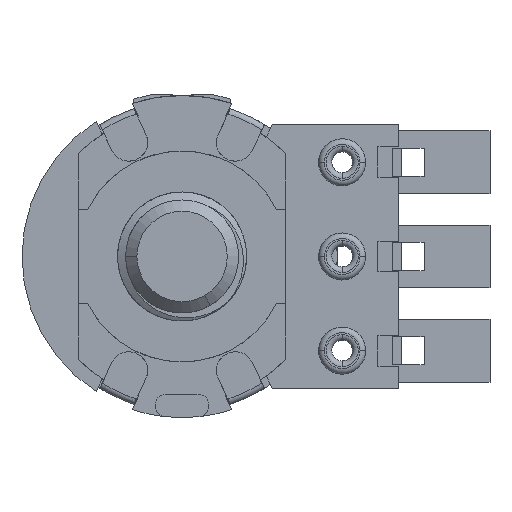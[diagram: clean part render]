
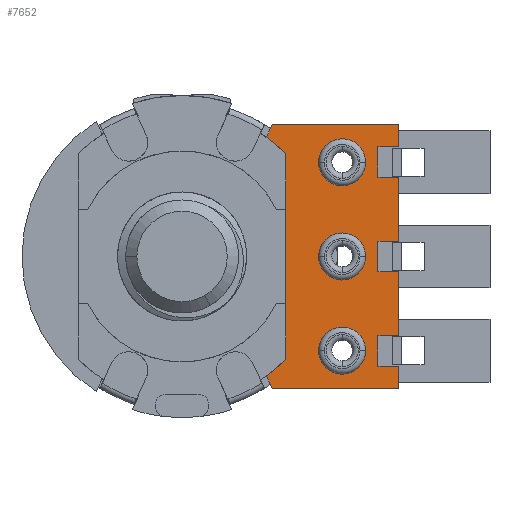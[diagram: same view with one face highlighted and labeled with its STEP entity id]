
A CAD part, front view. The second image highlights one B-rep face of the part: STEP entity #7652.
In plain terms, the highlighted planar face has unit normal (0, -1, 0).
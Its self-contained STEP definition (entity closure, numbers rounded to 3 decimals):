
#599=DIRECTION('',(0.,0.,-1.));
#600=VECTOR('',#599,10.92);
#601=CARTESIAN_POINT('',(5.5,2.,5.46));
#602=LINE('',#601,#600);
#607=CARTESIAN_POINT('',(0.,2.,0.));
#608=DIRECTION('',(0.,-1.,0.));
#609=DIRECTION('',(0.71,0.,0.705));
#610=AXIS2_PLACEMENT_3D('',#607,#608,#609);
#612=DIRECTION('',(0.423,0.,0.906));
#613=VECTOR('',#612,0.761);
#614=CARTESIAN_POINT('',(4.478,2.,6.325));
#615=LINE('',#614,#613);
#616=DIRECTION('',(0.,0.,-1.));
#617=VECTOR('',#616,1.62);
#618=CARTESIAN_POINT('',(10.4,2.,5.83));
#619=LINE('',#618,#617);
#620=DIRECTION('',(1.,0.,0.));
#621=VECTOR('',#620,1.1);
#622=CARTESIAN_POINT('',(10.4,2.,4.21));
#623=LINE('',#622,#621);
#624=DIRECTION('',(0.,0.,-1.));
#625=VECTOR('',#624,1.62);
#626=CARTESIAN_POINT('',(10.4,2.,0.81));
#627=LINE('',#626,#625);
#628=DIRECTION('',(1.,0.,0.));
#629=VECTOR('',#628,1.1);
#630=CARTESIAN_POINT('',(10.4,2.,-0.81));
#631=LINE('',#630,#629);
#632=DIRECTION('',(0.,0.,-1.));
#633=VECTOR('',#632,1.62);
#634=CARTESIAN_POINT('',(10.4,2.,-4.21));
#635=LINE('',#634,#633);
#636=DIRECTION('',(1.,0.,0.));
#637=VECTOR('',#636,1.1);
#638=CARTESIAN_POINT('',(10.4,2.,-5.83));
#639=LINE('',#638,#637);
#640=DIRECTION('',(-0.423,0.,0.906));
#641=VECTOR('',#640,0.761);
#642=CARTESIAN_POINT('',(4.8,2.,-7.015));
#643=LINE('',#642,#641);
#644=CARTESIAN_POINT('',(0.,2.,0.));
#645=DIRECTION('',(0.,-1.,0.));
#646=DIRECTION('',(0.578,0.,-0.816));
#647=AXIS2_PLACEMENT_3D('',#644,#645,#646);
#649=CARTESIAN_POINT('',(8.5,2.,-5.));
#650=DIRECTION('',(0.,-1.,0.));
#651=DIRECTION('',(1.,0.,0.));
#652=AXIS2_PLACEMENT_3D('',#649,#650,#651);
#654=CARTESIAN_POINT('',(8.5,2.,-5.));
#655=DIRECTION('',(0.,-1.,0.));
#656=DIRECTION('',(-1.,0.,0.));
#657=AXIS2_PLACEMENT_3D('',#654,#655,#656);
#659=CARTESIAN_POINT('',(8.5,2.,0.));
#660=DIRECTION('',(0.,-1.,0.));
#661=DIRECTION('',(1.,0.,0.));
#662=AXIS2_PLACEMENT_3D('',#659,#660,#661);
#664=CARTESIAN_POINT('',(8.5,2.,0.));
#665=DIRECTION('',(0.,-1.,0.));
#666=DIRECTION('',(-1.,0.,0.));
#667=AXIS2_PLACEMENT_3D('',#664,#665,#666);
#669=CARTESIAN_POINT('',(8.5,2.,5.));
#670=DIRECTION('',(0.,-1.,0.));
#671=DIRECTION('',(1.,0.,0.));
#672=AXIS2_PLACEMENT_3D('',#669,#670,#671);
#674=CARTESIAN_POINT('',(8.5,2.,5.));
#675=DIRECTION('',(0.,-1.,0.));
#676=DIRECTION('',(-1.,0.,0.));
#677=AXIS2_PLACEMENT_3D('',#674,#675,#676);
#1600=DIRECTION('',(0.,0.,1.));
#1601=VECTOR('',#1600,3.4);
#1602=CARTESIAN_POINT('',(11.5,2.,0.81));
#1603=LINE('',#1602,#1601);
#1640=DIRECTION('',(0.,0.,1.));
#1641=VECTOR('',#1640,3.4);
#1642=CARTESIAN_POINT('',(11.5,2.,-4.21));
#1643=LINE('',#1642,#1641);
#1676=DIRECTION('',(0.,0.,1.));
#1677=VECTOR('',#1676,1.185);
#1678=CARTESIAN_POINT('',(11.5,2.,-7.015));
#1679=LINE('',#1678,#1677);
#1688=DIRECTION('',(1.,0.,0.));
#1689=VECTOR('',#1688,6.7);
#1690=CARTESIAN_POINT('',(4.8,2.,-7.015));
#1691=LINE('',#1690,#1689);
#1768=DIRECTION('',(1.,0.,0.));
#1769=VECTOR('',#1768,1.1);
#1770=CARTESIAN_POINT('',(10.4,2.,-4.21));
#1771=LINE('',#1770,#1769);
#1950=CARTESIAN_POINT('',(8.5,2.,-5.));
#1951=DIRECTION('',(0.,1.,0.));
#1952=DIRECTION('',(1.,0.,0.));
#1953=AXIS2_PLACEMENT_3D('',#1950,#1951,#1952);
#1960=CARTESIAN_POINT('',(8.5,2.,-5.));
#1961=DIRECTION('',(0.,1.,0.));
#1962=DIRECTION('',(-1.,0.,0.));
#1963=AXIS2_PLACEMENT_3D('',#1960,#1961,#1962);
#2101=DIRECTION('',(1.,0.,0.));
#2102=VECTOR('',#2101,1.1);
#2103=CARTESIAN_POINT('',(10.4,2.,0.81));
#2104=LINE('',#2103,#2102);
#2283=CARTESIAN_POINT('',(8.5,2.,0.));
#2284=DIRECTION('',(0.,1.,0.));
#2285=DIRECTION('',(1.,0.,0.));
#2286=AXIS2_PLACEMENT_3D('',#2283,#2284,#2285);
#2293=CARTESIAN_POINT('',(8.5,2.,0.));
#2294=DIRECTION('',(0.,1.,0.));
#2295=DIRECTION('',(-1.,0.,0.));
#2296=AXIS2_PLACEMENT_3D('',#2293,#2294,#2295);
#2434=DIRECTION('',(1.,0.,0.));
#2435=VECTOR('',#2434,1.1);
#2436=CARTESIAN_POINT('',(10.4,2.,5.83));
#2437=LINE('',#2436,#2435);
#2442=DIRECTION('',(0.,0.,1.));
#2443=VECTOR('',#2442,1.185);
#2444=CARTESIAN_POINT('',(11.5,2.,5.83));
#2445=LINE('',#2444,#2443);
#2454=DIRECTION('',(-1.,0.,0.));
#2455=VECTOR('',#2454,6.7);
#2456=CARTESIAN_POINT('',(11.5,2.,7.015));
#2457=LINE('',#2456,#2455);
#2722=CARTESIAN_POINT('',(8.5,2.,5.));
#2723=DIRECTION('',(0.,1.,0.));
#2724=DIRECTION('',(1.,0.,0.));
#2725=AXIS2_PLACEMENT_3D('',#2722,#2723,#2724);
#2732=CARTESIAN_POINT('',(8.5,2.,5.));
#2733=DIRECTION('',(0.,1.,0.));
#2734=DIRECTION('',(-1.,0.,0.));
#2735=AXIS2_PLACEMENT_3D('',#2732,#2733,#2734);
#5534=CARTESIAN_POINT('',(4.478,2.,-6.325));
#5536=VERTEX_POINT('',#5534);
#5569=CARTESIAN_POINT('',(5.5,2.,-5.46));
#5570=VERTEX_POINT('',#5569);
#5668=CARTESIAN_POINT('',(5.5,2.,5.46));
#5669=VERTEX_POINT('',#5668);
#5674=CARTESIAN_POINT('',(4.478,2.,6.325));
#5675=VERTEX_POINT('',#5674);
#5676=CARTESIAN_POINT('',(4.8,2.,7.015));
#5677=VERTEX_POINT('',#5676);
#5678=CARTESIAN_POINT('',(11.5,2.,7.015));
#5679=VERTEX_POINT('',#5678);
#5680=CARTESIAN_POINT('',(11.5,2.,5.83));
#5681=VERTEX_POINT('',#5680);
#5682=CARTESIAN_POINT('',(10.4,2.,5.83));
#5683=VERTEX_POINT('',#5682);
#5684=CARTESIAN_POINT('',(10.4,2.,4.21));
#5685=VERTEX_POINT('',#5684);
#5686=CARTESIAN_POINT('',(11.5,2.,4.21));
#5687=VERTEX_POINT('',#5686);
#5688=CARTESIAN_POINT('',(11.5,2.,0.81));
#5689=VERTEX_POINT('',#5688);
#5690=CARTESIAN_POINT('',(10.4,2.,0.81));
#5691=VERTEX_POINT('',#5690);
#5692=CARTESIAN_POINT('',(10.4,2.,-0.81));
#5693=VERTEX_POINT('',#5692);
#5694=CARTESIAN_POINT('',(11.5,2.,-0.81));
#5695=VERTEX_POINT('',#5694);
#5696=CARTESIAN_POINT('',(11.5,2.,-4.21));
#5697=VERTEX_POINT('',#5696);
#5698=CARTESIAN_POINT('',(10.4,2.,-4.21));
#5699=VERTEX_POINT('',#5698);
#5700=CARTESIAN_POINT('',(10.4,2.,-5.83));
#5701=VERTEX_POINT('',#5700);
#5702=CARTESIAN_POINT('',(11.5,2.,-5.83));
#5703=VERTEX_POINT('',#5702);
#5704=CARTESIAN_POINT('',(11.5,2.,-7.015));
#5705=VERTEX_POINT('',#5704);
#5706=CARTESIAN_POINT('',(4.8,2.,-7.015));
#5707=VERTEX_POINT('',#5706);
#5708=CARTESIAN_POINT('',(9.75,2.,-5.));
#5709=CARTESIAN_POINT('',(7.25,2.,-4.979));
#5710=VERTEX_POINT('',#5708);
#5711=VERTEX_POINT('',#5709);
#5712=CARTESIAN_POINT('',(7.25,2.,-5.));
#5713=VERTEX_POINT('',#5712);
#5714=CARTESIAN_POINT('',(9.75,2.,-5.021));
#5715=VERTEX_POINT('',#5714);
#5716=CARTESIAN_POINT('',(9.75,2.,0.));
#5717=CARTESIAN_POINT('',(7.25,2.,0.021));
#5718=VERTEX_POINT('',#5716);
#5719=VERTEX_POINT('',#5717);
#5720=CARTESIAN_POINT('',(7.25,2.,0.));
#5721=VERTEX_POINT('',#5720);
#5722=CARTESIAN_POINT('',(9.75,2.,-0.021));
#5723=VERTEX_POINT('',#5722);
#5724=CARTESIAN_POINT('',(9.75,2.,5.));
#5725=CARTESIAN_POINT('',(7.25,2.,5.021));
#5726=VERTEX_POINT('',#5724);
#5727=VERTEX_POINT('',#5725);
#5728=CARTESIAN_POINT('',(7.25,2.,5.));
#5729=VERTEX_POINT('',#5728);
#5730=CARTESIAN_POINT('',(9.75,2.,4.979));
#5731=VERTEX_POINT('',#5730);
#7577=CARTESIAN_POINT('',(0.,2.,0.));
#7578=DIRECTION('',(0.,1.,0.));
#7579=DIRECTION('',(0.,0.,-1.));
#7580=AXIS2_PLACEMENT_3D('',#7577,#7578,#7579);
#7581=PLANE('',#7580);
#7582=ORIENTED_EDGE('',*,*,#7562,.F.);
#7584=ORIENTED_EDGE('',*,*,#7583,.T.);
#7586=ORIENTED_EDGE('',*,*,#7585,.T.);
#7588=ORIENTED_EDGE('',*,*,#7587,.F.);
#7590=ORIENTED_EDGE('',*,*,#7589,.F.);
#7592=ORIENTED_EDGE('',*,*,#7591,.F.);
#7594=ORIENTED_EDGE('',*,*,#7593,.T.);
#7596=ORIENTED_EDGE('',*,*,#7595,.T.);
#7598=ORIENTED_EDGE('',*,*,#7597,.F.);
#7600=ORIENTED_EDGE('',*,*,#7599,.F.);
#7602=ORIENTED_EDGE('',*,*,#7601,.T.);
#7604=ORIENTED_EDGE('',*,*,#7603,.T.);
#7606=ORIENTED_EDGE('',*,*,#7605,.F.);
#7608=ORIENTED_EDGE('',*,*,#7607,.F.);
#7610=ORIENTED_EDGE('',*,*,#7609,.T.);
#7612=ORIENTED_EDGE('',*,*,#7611,.T.);
#7614=ORIENTED_EDGE('',*,*,#7613,.F.);
#7616=ORIENTED_EDGE('',*,*,#7615,.F.);
#7618=ORIENTED_EDGE('',*,*,#7617,.T.);
#7619=ORIENTED_EDGE('',*,*,#7171,.T.);
#7620=EDGE_LOOP('',(#7582,#7584,#7586,#7588,#7590,#7592,#7594,#7596,#7598,#7600,
#7602,#7604,#7606,#7608,#7610,#7612,#7614,#7616,#7618,#7619));
#7621=FACE_OUTER_BOUND('',#7620,.F.);
#7623=ORIENTED_EDGE('',*,*,#7622,.T.);
#7625=ORIENTED_EDGE('',*,*,#7624,.F.);
#7627=ORIENTED_EDGE('',*,*,#7626,.T.);
#7629=ORIENTED_EDGE('',*,*,#7628,.F.);
#7630=EDGE_LOOP('',(#7623,#7625,#7627,#7629));
#7631=FACE_BOUND('',#7630,.F.);
#7633=ORIENTED_EDGE('',*,*,#7632,.T.);
#7635=ORIENTED_EDGE('',*,*,#7634,.F.);
#7637=ORIENTED_EDGE('',*,*,#7636,.T.);
#7639=ORIENTED_EDGE('',*,*,#7638,.F.);
#7640=EDGE_LOOP('',(#7633,#7635,#7637,#7639));
#7641=FACE_BOUND('',#7640,.F.);
#7643=ORIENTED_EDGE('',*,*,#7642,.T.);
#7645=ORIENTED_EDGE('',*,*,#7644,.F.);
#7647=ORIENTED_EDGE('',*,*,#7646,.T.);
#7649=ORIENTED_EDGE('',*,*,#7648,.F.);
#7650=EDGE_LOOP('',(#7643,#7645,#7647,#7649));
#7651=FACE_BOUND('',#7650,.F.);
#7652=ADVANCED_FACE('',(#7621,#7631,#7641,#7651),#7581,.F.);
#611=CIRCLE('',#610,7.75);
#648=CIRCLE('',#647,7.75);
#653=CIRCLE('',#652,1.25);
#658=CIRCLE('',#657,1.25);
#663=CIRCLE('',#662,1.25);
#668=CIRCLE('',#667,1.25);
#673=CIRCLE('',#672,1.25);
#678=CIRCLE('',#677,1.25);
#1954=CIRCLE('',#1953,1.25);
#1964=CIRCLE('',#1963,1.25);
#2287=CIRCLE('',#2286,1.25);
#2297=CIRCLE('',#2296,1.25);
#2726=CIRCLE('',#2725,1.25);
#2736=CIRCLE('',#2735,1.25);
#7171=EDGE_CURVE('',#5536,#5570,#648,.T.);
#7562=EDGE_CURVE('',#5669,#5570,#602,.T.);
#7583=EDGE_CURVE('',#5669,#5675,#611,.T.);
#7585=EDGE_CURVE('',#5675,#5677,#615,.T.);
#7587=EDGE_CURVE('',#5679,#5677,#2457,.T.);
#7589=EDGE_CURVE('',#5681,#5679,#2445,.T.);
#7591=EDGE_CURVE('',#5683,#5681,#2437,.T.);
#7593=EDGE_CURVE('',#5683,#5685,#619,.T.);
#7595=EDGE_CURVE('',#5685,#5687,#623,.T.);
#7597=EDGE_CURVE('',#5689,#5687,#1603,.T.);
#7599=EDGE_CURVE('',#5691,#5689,#2104,.T.);
#7601=EDGE_CURVE('',#5691,#5693,#627,.T.);
#7603=EDGE_CURVE('',#5693,#5695,#631,.T.);
#7605=EDGE_CURVE('',#5697,#5695,#1643,.T.);
#7607=EDGE_CURVE('',#5699,#5697,#1771,.T.);
#7609=EDGE_CURVE('',#5699,#5701,#635,.T.);
#7611=EDGE_CURVE('',#5701,#5703,#639,.T.);
#7613=EDGE_CURVE('',#5705,#5703,#1679,.T.);
#7615=EDGE_CURVE('',#5707,#5705,#1691,.T.);
#7617=EDGE_CURVE('',#5707,#5536,#643,.T.);
#7622=EDGE_CURVE('',#5710,#5711,#653,.T.);
#7624=EDGE_CURVE('',#5713,#5711,#1964,.T.);
#7626=EDGE_CURVE('',#5713,#5715,#658,.T.);
#7628=EDGE_CURVE('',#5710,#5715,#1954,.T.);
#7632=EDGE_CURVE('',#5718,#5719,#663,.T.);
#7634=EDGE_CURVE('',#5721,#5719,#2297,.T.);
#7636=EDGE_CURVE('',#5721,#5723,#668,.T.);
#7638=EDGE_CURVE('',#5718,#5723,#2287,.T.);
#7642=EDGE_CURVE('',#5726,#5727,#673,.T.);
#7644=EDGE_CURVE('',#5729,#5727,#2736,.T.);
#7646=EDGE_CURVE('',#5729,#5731,#678,.T.);
#7648=EDGE_CURVE('',#5726,#5731,#2726,.T.);
